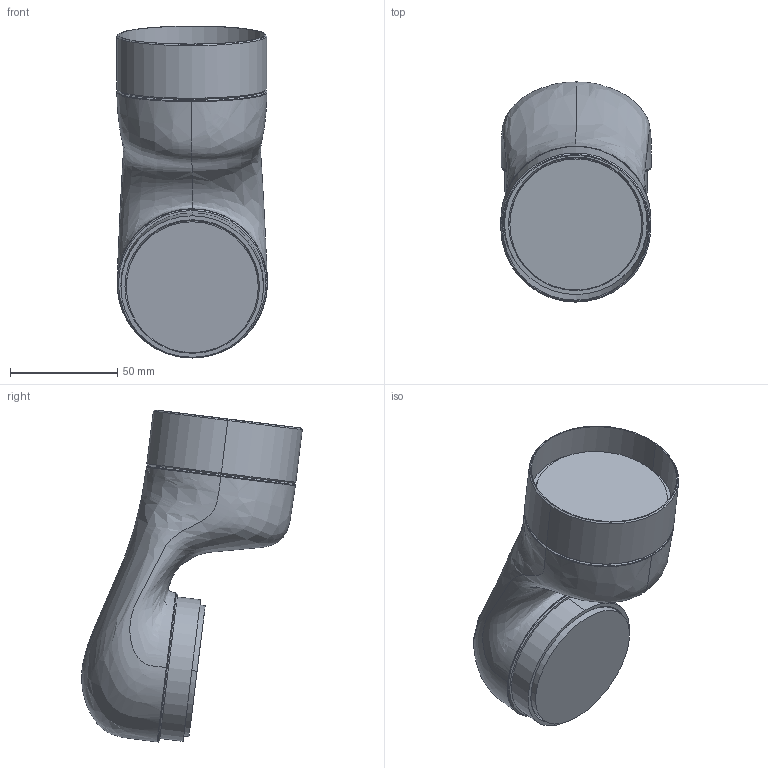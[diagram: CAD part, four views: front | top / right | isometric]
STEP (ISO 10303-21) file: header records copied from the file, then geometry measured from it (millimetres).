
FILE_DESCRIPTION (( 'STEP AP203' ), '1' );
FILE_NAME ('Link6.STEP', '2025-02-06T07:20:55', ( '' ), ( '' ), 'SwSTEP 2.0', 'SolidWorks 2021', '' );
FILE_SCHEMA (( 'CONFIG_CONTROL_DESIGN' ));
Length unit declared in the file: millimetre
Products named in the file (3): Link6; GEN3 SIMPLIFIED WRIST 2^GEN3 SIMPLIFIED Spherical Wrist2_Kinova Gen3 Modular Robotic Arm(2)_Kinova Gen3 Modular Robotic Arm; KR12943_2^GEN3 SIMPLIFIED Spherical Wrist2_Kinova Gen3 Modular Robotic Arm(2)_Kinova Gen3 Modular Robotic Arm
Assembly tree (3 placements, depth 2):
  Link6
    KR12943_2^GEN3 SIMPLIFIED Spherical Wrist2_Kinova Gen3 Modular Robotic Arm(2)_Kinova Gen3 Modular Robotic Arm  x2
    GEN3 SIMPLIFIED WRIST 2^GEN3 SIMPLIFIED Spherical Wrist2_Kinova Gen3 Modular Robotic Arm(2)_Kinova Gen3 Modular Robotic Arm
Bounding box: 70.22 x 102.84 x 154.74 mm (x, y, z)
Volume: 250931 mm3; surface area: 98849.3 mm2
Topology: 3 solids, 4 shells, 173 faces, 347 edges, 191 vertices
Faces by surface type: bspline 106, cylinder 28, cone 20, plane 19
Entity records: 12731 total; most frequent: CARTESIAN_POINT 9616, ORIENTED_EDGE 682, DIRECTION 343, EDGE_CURVE 341, B_SPLINE_CURVE_WITH_KNOTS 208, VERTEX_POINT 187, EDGE_LOOP 182, ADVANCED_FACE 169
